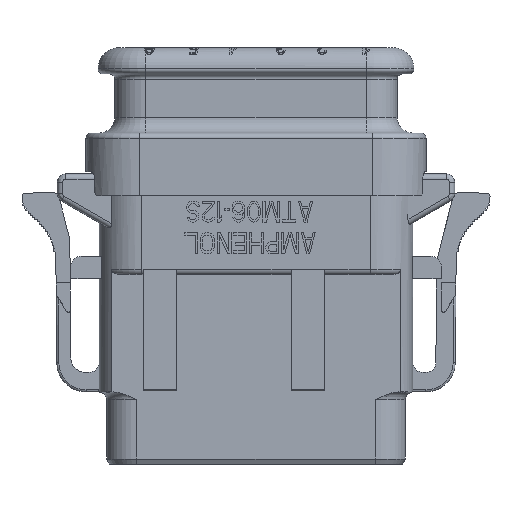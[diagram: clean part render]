
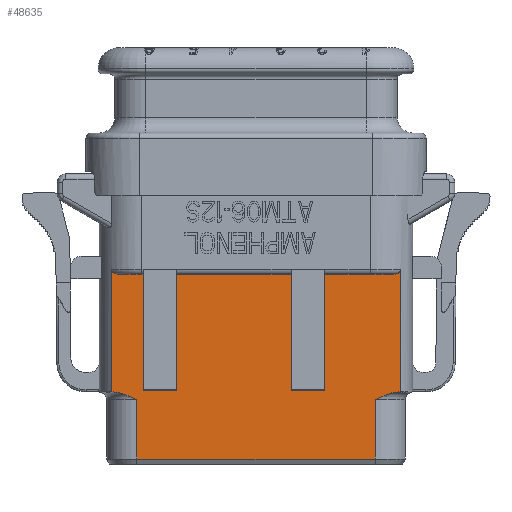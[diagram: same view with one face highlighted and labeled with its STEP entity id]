
A CAD part, left-side view. The second image highlights one B-rep face of the part: STEP entity #48635.
In plain terms, the highlighted planar face has unit normal (-1, 0, 0).
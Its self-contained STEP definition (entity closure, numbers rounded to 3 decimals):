
#16826=DIRECTION('',(0.,1.,0.));
#16827=VECTOR('',#16826,0.178);
#16828=CARTESIAN_POINT('',(-6.45,-13.777,6.9));
#16829=LINE('',#16828,#16827);
#16840=DIRECTION('',(0.,1.,0.));
#16841=VECTOR('',#16840,0.178);
#16842=CARTESIAN_POINT('',(-6.45,13.599,6.9));
#16843=LINE('',#16842,#16841);
#16986=DIRECTION('',(0.,0.,-1.));
#16987=VECTOR('',#16986,10.95);
#16988=CARTESIAN_POINT('',(-6.45,-3.34,18.1));
#16989=LINE('',#16988,#16987);
#16990=DIRECTION('',(0.,1.,0.));
#16991=VECTOR('',#16990,2.92);
#16992=CARTESIAN_POINT('',(-6.45,-6.41,7.));
#16993=LINE('',#16992,#16991);
#16994=DIRECTION('',(0.,0.,-1.));
#16995=VECTOR('',#16994,10.95);
#16996=CARTESIAN_POINT('',(-6.45,-6.56,18.1));
#16997=LINE('',#16996,#16995);
#16998=DIRECTION('',(0.,1.,0.));
#16999=VECTOR('',#16998,6.457);
#17000=CARTESIAN_POINT('',(-6.45,-13.017,18.1));
#17001=LINE('',#17000,#16999);
#17002=DIRECTION('',(0.,0.,-1.));
#17003=VECTOR('',#17002,11.7);
#17004=CARTESIAN_POINT('',(-6.45,-13.777,18.6));
#17005=LINE('',#17004,#17003);
#17006=DIRECTION('',(0.,0.,-1.));
#17007=VECTOR('',#17006,5.65);
#17008=CARTESIAN_POINT('',(-6.45,-11.4,6.15));
#17009=LINE('',#17008,#17007);
#17010=DIRECTION('',(0.,1.,0.));
#17011=VECTOR('',#17010,22.8);
#17012=CARTESIAN_POINT('',(-6.45,-11.4,
0.5));
#17013=LINE('',#17012,#17011);
#17014=DIRECTION('',(0.,0.,-1.));
#17015=VECTOR('',#17014,5.65);
#17016=CARTESIAN_POINT('',(-6.45,11.4,6.15));
#17017=LINE('',#17016,#17015);
#17018=DIRECTION('',(0.,0.,1.));
#17019=VECTOR('',#17018,11.7);
#17020=CARTESIAN_POINT('',(-6.45,13.777,6.9));
#17021=LINE('',#17020,#17019);
#17022=DIRECTION('',(0.,1.,0.));
#17023=VECTOR('',#17022,2.257);
#17024=CARTESIAN_POINT('',(-6.45,10.76,18.1));
#17025=LINE('',#17024,#17023);
#17026=DIRECTION('',(0.,0.,-1.));
#17027=VECTOR('',#17026,10.95);
#17028=CARTESIAN_POINT('',(-6.45,10.76,18.1));
#17029=LINE('',#17028,#17027);
#17030=DIRECTION('',(0.,1.,0.));
#17031=VECTOR('',#17030,2.92);
#17032=CARTESIAN_POINT('',(-6.45,7.69,7.));
#17033=LINE('',#17032,#17031);
#17034=DIRECTION('',(0.,0.,-1.));
#17035=VECTOR('',#17034,10.95);
#17036=CARTESIAN_POINT('',(-6.45,7.54,18.1));
#17037=LINE('',#17036,#17035);
#17038=DIRECTION('',(0.,1.,0.));
#17039=VECTOR('',#17038,10.88);
#17040=CARTESIAN_POINT('',(-6.45,-3.34,18.1));
#17041=LINE('',#17040,#17039);
#17050=CARTESIAN_POINT('',(-6.45,-3.49,7.15));
#17051=DIRECTION('',(1.,0.,0.));
#17052=DIRECTION('',(0.,0.,-1.));
#17053=AXIS2_PLACEMENT_3D('',#17050,#17051,#17052);
#17121=CARTESIAN_POINT('',(-6.45,-6.41,7.15));
#17122=DIRECTION('',(1.,0.,0.));
#17123=DIRECTION('',(0.,-1.,0.));
#17124=AXIS2_PLACEMENT_3D('',#17121,#17122,#17123);
#17162=CARTESIAN_POINT('',(-6.45,10.61,7.15));
#17163=DIRECTION('',(1.,0.,0.));
#17164=DIRECTION('',(0.,0.,-1.));
#17165=AXIS2_PLACEMENT_3D('',#17162,#17163,#17164);
#17226=CARTESIAN_POINT('',(-6.45,7.69,7.15));
#17227=DIRECTION('',(1.,0.,0.));
#17228=DIRECTION('',(0.,-1.,0.));
#17229=AXIS2_PLACEMENT_3D('',#17226,#17227,#17228);
#17273=CARTESIAN_POINT('',(-6.45,13.017,18.1));
#17274=CARTESIAN_POINT('',(-6.45,13.093,18.1));
#17275=CARTESIAN_POINT('',(-6.45,13.235,18.112));
#17276=CARTESIAN_POINT('',(-6.45,13.423,18.164));
#17277=CARTESIAN_POINT('',(-6.45,13.576,18.244));
#17278=CARTESIAN_POINT('',(-6.45,13.693,18.35));
#17279=CARTESIAN_POINT('',(-6.45,13.763,18.474));
#17280=CARTESIAN_POINT('',(-6.45,13.777,18.557));
#17281=CARTESIAN_POINT('',(-6.45,13.777,18.6));
#17288=CARTESIAN_POINT('',(-6.45,-13.777,18.6));
#17289=CARTESIAN_POINT('',(-6.45,-13.777,18.557));
#17290=CARTESIAN_POINT('',(-6.45,-13.763,18.474));
#17291=CARTESIAN_POINT('',(-6.45,-13.692,18.35));
#17292=CARTESIAN_POINT('',(-6.45,-13.576,18.244));
#17293=CARTESIAN_POINT('',(-6.45,-13.423,18.163));
#17294=CARTESIAN_POINT('',(-6.45,-13.235,18.112));
#17295=CARTESIAN_POINT('',(-6.45,-13.092,18.1));
#17296=CARTESIAN_POINT('',(-6.45,-13.017,18.1));
#17648=CARTESIAN_POINT('',(-6.45,11.4,6.15));
#17649=CARTESIAN_POINT('',(-6.45,11.495,6.199));
#17650=CARTESIAN_POINT('',(-6.45,11.685,6.296));
#17651=CARTESIAN_POINT('',(-6.45,11.978,6.441));
#17652=CARTESIAN_POINT('',(-6.45,12.275,6.577));
#17653=CARTESIAN_POINT('',(-6.45,12.573,6.696));
#17654=CARTESIAN_POINT('',(-6.45,12.872,6.794));
#17655=CARTESIAN_POINT('',(-6.45,13.199,6.872));
#17656=CARTESIAN_POINT('',(-6.45,13.46,6.9));
#17657=CARTESIAN_POINT('',(-6.45,13.599,6.9));
#17669=CARTESIAN_POINT('',(-6.45,-13.599,6.9));
#17670=CARTESIAN_POINT('',(-6.45,-13.46,6.9));
#17671=CARTESIAN_POINT('',(-6.45,-13.198,6.872));
#17672=CARTESIAN_POINT('',(-6.45,-12.869,6.793));
#17673=CARTESIAN_POINT('',(-6.45,-12.569,6.694));
#17674=CARTESIAN_POINT('',(-6.45,-12.272,6.575));
#17675=CARTESIAN_POINT('',(-6.45,-11.976,6.44));
#17676=CARTESIAN_POINT('',(-6.45,-11.685,6.296));
#17677=CARTESIAN_POINT('',(-6.45,-11.495,6.199));
#17678=CARTESIAN_POINT('',(-6.45,-11.4,6.15));
#21004=CARTESIAN_POINT('',(-6.45,-11.4,0.5));
#21005=VERTEX_POINT('',#21004);
#21008=CARTESIAN_POINT('',(-6.45,11.4,
0.5));
#21009=VERTEX_POINT('',#21008);
#21551=CARTESIAN_POINT('',(-6.45,-13.777,6.9));
#21552=CARTESIAN_POINT('',(-6.45,-13.599,6.9));
#21553=VERTEX_POINT('',#21551);
#21554=VERTEX_POINT('',#21552);
#21555=CARTESIAN_POINT('',(-6.45,13.599,6.9));
#21556=CARTESIAN_POINT('',(-6.45,13.777,6.9));
#21557=VERTEX_POINT('',#21555);
#21558=VERTEX_POINT('',#21556);
#21569=VERTEX_POINT('',#17648);
#21570=VERTEX_POINT('',#17678);
#21596=CARTESIAN_POINT('',(-6.45,-13.017,18.1));
#21598=VERTEX_POINT('',#21596);
#21600=CARTESIAN_POINT('',(-6.45,-13.777,18.6));
#21602=VERTEX_POINT('',#21600);
#21603=CARTESIAN_POINT('',(-6.45,13.777,18.6));
#21605=VERTEX_POINT('',#21603);
#21607=CARTESIAN_POINT('',(-6.45,13.017,18.1));
#21609=VERTEX_POINT('',#21607);
#21652=CARTESIAN_POINT('',(-6.45,7.54,18.1));
#21654=VERTEX_POINT('',#21652);
#21656=CARTESIAN_POINT('',(-6.45,10.76,18.1));
#21658=VERTEX_POINT('',#21656);
#21660=CARTESIAN_POINT('',(-6.45,-6.56,18.1));
#21662=VERTEX_POINT('',#21660);
#21664=CARTESIAN_POINT('',(-6.45,-3.34,18.1));
#21666=VERTEX_POINT('',#21664);
#23225=CARTESIAN_POINT('',(-6.45,-3.34,7.15));
#23227=VERTEX_POINT('',#23225);
#23229=CARTESIAN_POINT('',(-6.45,-3.49,7.));
#23231=VERTEX_POINT('',#23229);
#23236=CARTESIAN_POINT('',(-6.45,-6.41,7.));
#23237=VERTEX_POINT('',#23236);
#23238=CARTESIAN_POINT('',(-6.45,-6.56,7.15));
#23239=VERTEX_POINT('',#23238);
#23241=CARTESIAN_POINT('',(-6.45,10.76,7.15));
#23243=VERTEX_POINT('',#23241);
#23245=CARTESIAN_POINT('',(-6.45,10.61,7.));
#23247=VERTEX_POINT('',#23245);
#23252=CARTESIAN_POINT('',(-6.45,7.69,7.));
#23253=VERTEX_POINT('',#23252);
#23254=CARTESIAN_POINT('',(-6.45,7.54,7.15));
#23255=VERTEX_POINT('',#23254);
#48584=CARTESIAN_POINT('',(-6.45,14.25,0.));
#48585=DIRECTION('',(1.,0.,0.));
#48586=DIRECTION('',(0.,-1.,0.));
#48587=AXIS2_PLACEMENT_3D('',#48584,#48585,#48586);
#48588=PLANE('',#48587);
#48590=ORIENTED_EDGE('',*,*,#48589,.T.);
#48592=ORIENTED_EDGE('',*,*,#48591,.F.);
#48594=ORIENTED_EDGE('',*,*,#48593,.F.);
#48596=ORIENTED_EDGE('',*,*,#48595,.F.);
#48598=ORIENTED_EDGE('',*,*,#48597,.F.);
#48600=ORIENTED_EDGE('',*,*,#48599,.F.);
#48602=ORIENTED_EDGE('',*,*,#48601,.F.);
#48603=ORIENTED_EDGE('',*,*,#39023,.T.);
#48604=ORIENTED_EDGE('',*,*,#48377,.T.);
#48606=ORIENTED_EDGE('',*,*,#48605,.T.);
#48608=ORIENTED_EDGE('',*,*,#48607,.T.);
#48610=ORIENTED_EDGE('',*,*,#48609,.T.);
#48612=ORIENTED_EDGE('',*,*,#48611,.F.);
#48614=ORIENTED_EDGE('',*,*,#48613,.T.);
#48615=ORIENTED_EDGE('',*,*,#48390,.T.);
#48616=ORIENTED_EDGE('',*,*,#46241,.T.);
#48618=ORIENTED_EDGE('',*,*,#48617,.F.);
#48620=ORIENTED_EDGE('',*,*,#48619,.F.);
#48622=ORIENTED_EDGE('',*,*,#48621,.T.);
#48624=ORIENTED_EDGE('',*,*,#48623,.F.);
#48626=ORIENTED_EDGE('',*,*,#48625,.F.);
#48628=ORIENTED_EDGE('',*,*,#48627,.F.);
#48630=ORIENTED_EDGE('',*,*,#48629,.F.);
#48632=ORIENTED_EDGE('',*,*,#48631,.F.);
#48633=EDGE_LOOP('',(#48590,#48592,#48594,#48596,#48598,#48600,#48602,#48603,
#48604,#48606,#48608,#48610,#48612,#48614,#48615,#48616,#48618,#48620,#48622,
#48624,#48626,#48628,#48630,#48632));
#48634=FACE_OUTER_BOUND('',#48633,.F.);
#48635=ADVANCED_FACE('',(#48634),#48588,.F.);
#17054=CIRCLE('',#17053,0.15);
#17125=CIRCLE('',#17124,0.15);
#17166=CIRCLE('',#17165,0.15);
#17230=CIRCLE('',#17229,0.15);
#17282=B_SPLINE_CURVE_WITH_KNOTS('',3,(#17273,#17274,#17275,#17276,#17277,
#17278,#17279,#17280,#17281),.UNSPECIFIED.,.F.,.F.,(4,1,1,1,1,1,4),(0.,
0.167,0.333,0.5,0.667,0.833,
1.),.UNSPECIFIED.);
#17297=B_SPLINE_CURVE_WITH_KNOTS('',3,(#17288,#17289,#17290,#17291,#17292,
#17293,#17294,#17295,#17296),.UNSPECIFIED.,.F.,.F.,(4,1,1,1,1,1,4),(0.,
0.167,0.333,0.5,0.667,0.833,
1.),.UNSPECIFIED.);
#17658=B_SPLINE_CURVE_WITH_KNOTS('',3,(#17648,#17649,#17650,#17651,#17652,
#17653,#17654,#17655,#17656,#17657),.UNSPECIFIED.,.F.,.F.,(4,1,1,1,1,1,1,4),(
0.,0.143,0.286,0.429,0.571,
0.714,0.857,1.),.UNSPECIFIED.);
#17679=B_SPLINE_CURVE_WITH_KNOTS('',3,(#17669,#17670,#17671,#17672,#17673,
#17674,#17675,#17676,#17677,#17678),.UNSPECIFIED.,.F.,.F.,(4,1,1,1,1,1,1,4),(
0.,0.143,0.286,0.429,0.571,
0.714,0.857,1.),.UNSPECIFIED.);
#39023=EDGE_CURVE('',#21602,#21553,#17005,.T.);
#46241=EDGE_CURVE('',#21558,#21605,#17021,.T.);
#48377=EDGE_CURVE('',#21553,#21554,#16829,.T.);
#48390=EDGE_CURVE('',#21557,#21558,#16843,.T.);
#48589=EDGE_CURVE('',#21666,#23227,#16989,.T.);
#48591=EDGE_CURVE('',#23231,#23227,#17054,.T.);
#48593=EDGE_CURVE('',#23237,#23231,#16993,.T.);
#48595=EDGE_CURVE('',#23239,#23237,#17125,.T.);
#48597=EDGE_CURVE('',#21662,#23239,#16997,.T.);
#48599=EDGE_CURVE('',#21598,#21662,#17001,.T.);
#48601=EDGE_CURVE('',#21602,#21598,#17297,.T.);
#48605=EDGE_CURVE('',#21554,#21570,#17679,.T.);
#48607=EDGE_CURVE('',#21570,#21005,#17009,.T.);
#48609=EDGE_CURVE('',#21005,#21009,#17013,.T.);
#48611=EDGE_CURVE('',#21569,#21009,#17017,.T.);
#48613=EDGE_CURVE('',#21569,#21557,#17658,.T.);
#48617=EDGE_CURVE('',#21609,#21605,#17282,.T.);
#48619=EDGE_CURVE('',#21658,#21609,#17025,.T.);
#48621=EDGE_CURVE('',#21658,#23243,#17029,.T.);
#48623=EDGE_CURVE('',#23247,#23243,#17166,.T.);
#48625=EDGE_CURVE('',#23253,#23247,#17033,.T.);
#48627=EDGE_CURVE('',#23255,#23253,#17230,.T.);
#48629=EDGE_CURVE('',#21654,#23255,#17037,.T.);
#48631=EDGE_CURVE('',#21666,#21654,#17041,.T.);
